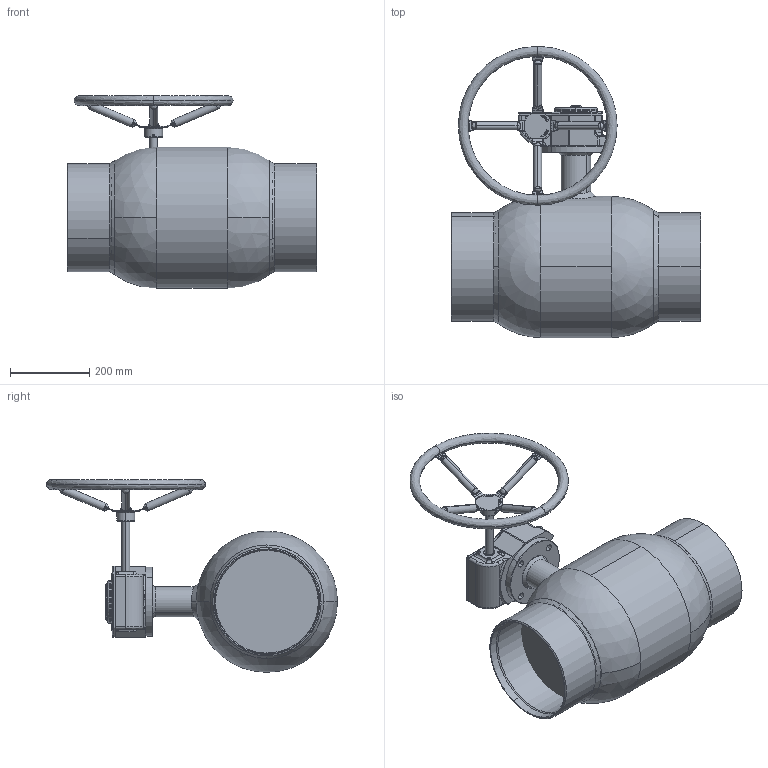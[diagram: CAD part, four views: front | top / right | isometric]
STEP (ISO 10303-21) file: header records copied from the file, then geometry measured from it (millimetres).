
FILE_DESCRIPTION (( 'STEP AP214' ), '1' );
FILE_NAME ('61102250 370.STEP', '2010-10-13T17:56:35', ( 'BROEN A/S' ), ( 'BROEN A/S' ), 'SwSTEP 2.0', 'SolidWorks 2009', '' );
FILE_SCHEMA (( 'AUTOMOTIVE_DESIGN' ));
Length unit declared in the file: millimetre
Products named in the file (1): 61102250 370
Bounding box: 629.31 x 732.8 x 485.3 mm (x, y, z)
Surface area: 1356436.2 mm2 (no closed solid volume)
Topology: 0 solids, 58 shells, 711 faces, 2914 edges, 2167 vertices
Faces by surface type: plane 241, bspline 237, cylinder 201, cone 28, sphere 4
Entity records: 94090 total; most frequent: CARTESIAN_POINT 64698, ORIENTED_EDGE 4432, DIRECTION 3695, EDGE_CURVE 2888, VERTEX_POINT 2167, VECTOR 1291, LINE 1291, AXIS2_PLACEMENT_3D 1202
